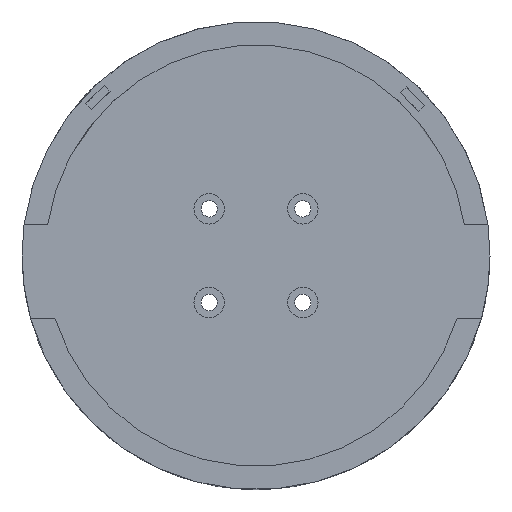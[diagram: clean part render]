
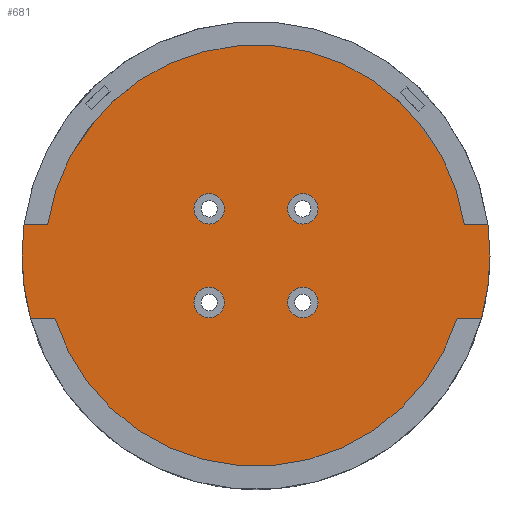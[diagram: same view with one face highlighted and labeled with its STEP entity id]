
A CAD part, front view. The second image highlights one B-rep face of the part: STEP entity #681.
In plain terms, the highlighted planar face has unit normal (0, -1, 0).
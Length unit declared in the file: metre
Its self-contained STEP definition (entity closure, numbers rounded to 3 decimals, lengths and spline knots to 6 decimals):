
#26=CIRCLE('',#742,0.045);
#27=CIRCLE('',#744,0.05);
#29=CIRCLE('',#746,0.05);
#32=CIRCLE('',#752,0.045);
#33=CIRCLE('',#754,0.00325);
#34=CIRCLE('',#755,0.00325);
#35=CIRCLE('',#756,0.00325);
#36=CIRCLE('',#757,0.00325);
#126=ORIENTED_EDGE('',*,*,#266,.T.);
#127=ORIENTED_EDGE('',*,*,#283,.T.);
#128=ORIENTED_EDGE('',*,*,#273,.T.);
#129=ORIENTED_EDGE('',*,*,#284,.F.);
#130=ORIENTED_EDGE('',*,*,#281,.T.);
#131=ORIENTED_EDGE('',*,*,#285,.F.);
#132=ORIENTED_EDGE('',*,*,#269,.T.);
#133=ORIENTED_EDGE('',*,*,#286,.T.);
#134=ORIENTED_EDGE('',*,*,#287,.F.);
#135=ORIENTED_EDGE('',*,*,#288,.F.);
#136=ORIENTED_EDGE('',*,*,#289,.F.);
#137=ORIENTED_EDGE('',*,*,#290,.F.);
#266=EDGE_CURVE('',#345,#346,#26,.T.);
#269=EDGE_CURVE('',#349,#350,#27,.T.);
#273=EDGE_CURVE('',#354,#353,#29,.T.);
#281=EDGE_CURVE('',#359,#358,#32,.T.);
#283=EDGE_CURVE('',#346,#354,#412,.T.);
#284=EDGE_CURVE('',#359,#353,#413,.T.);
#285=EDGE_CURVE('',#349,#358,#414,.T.);
#286=EDGE_CURVE('',#350,#345,#415,.T.);
#287=EDGE_CURVE('',#360,#360,#33,.T.);
#288=EDGE_CURVE('',#361,#361,#34,.T.);
#289=EDGE_CURVE('',#362,#362,#35,.T.);
#290=EDGE_CURVE('',#363,#363,#36,.T.);
#345=VERTEX_POINT('',#1085);
#346=VERTEX_POINT('',#1087);
#349=VERTEX_POINT('',#1115);
#350=VERTEX_POINT('',#1116);
#353=VERTEX_POINT('',#1122);
#354=VERTEX_POINT('',#1124);
#358=VERTEX_POINT('',#1138);
#359=VERTEX_POINT('',#1140);
#360=VERTEX_POINT('',#1148);
#361=VERTEX_POINT('',#1150);
#362=VERTEX_POINT('',#1152);
#363=VERTEX_POINT('',#1154);
#412=LINE('',#1143,#464);
#413=LINE('',#1144,#465);
#414=LINE('',#1145,#466);
#415=LINE('',#1146,#467);
#464=VECTOR('',#891,1.);
#465=VECTOR('',#892,1.);
#466=VECTOR('',#893,1.);
#467=VECTOR('',#894,1.);
#510=EDGE_LOOP('',(#126,#127,#128,#129,#130,#131,#132,#133));
#511=EDGE_LOOP('',(#134));
#512=EDGE_LOOP('',(#135));
#513=EDGE_LOOP('',(#136));
#514=EDGE_LOOP('',(#137));
#588=FACE_BOUND('',#510,.T.);
#589=FACE_BOUND('',#511,.T.);
#590=FACE_BOUND('',#512,.T.);
#591=FACE_BOUND('',#513,.T.);
#592=FACE_BOUND('',#514,.T.);
#647=PLANE('',#753);
#681=ADVANCED_FACE('',(#588,#589,#590,#591,#592),#647,.T.);
#742=AXIS2_PLACEMENT_3D('',#1088,#859,#860);
#744=AXIS2_PLACEMENT_3D('',#1114,#863,#864);
#746=AXIS2_PLACEMENT_3D('',#1123,#869,#870);
#752=AXIS2_PLACEMENT_3D('',#1139,#886,#887);
#753=AXIS2_PLACEMENT_3D('',#1142,#889,#890);
#754=AXIS2_PLACEMENT_3D('',#1147,#895,#896);
#755=AXIS2_PLACEMENT_3D('',#1149,#897,#898);
#756=AXIS2_PLACEMENT_3D('',#1151,#899,#900);
#757=AXIS2_PLACEMENT_3D('',#1153,#901,#902);
#859=DIRECTION('',(0.,-1.,0.));
#860=DIRECTION('',(0.,0.,-1.));
#863=DIRECTION('',(0.,-1.,0.));
#864=DIRECTION('',(0.,0.,-1.));
#869=DIRECTION('',(0.,-1.,0.));
#870=DIRECTION('',(0.,0.,-1.));
#886=DIRECTION('',(0.,-1.,0.));
#887=DIRECTION('',(0.,0.,-1.));
#889=DIRECTION('',(0.,-1.,0.));
#890=DIRECTION('',(1.,0.,0.));
#891=DIRECTION('',(-1.,0.,0.));
#892=DIRECTION('',(-1.,0.,0.));
#893=DIRECTION('',(-1.,0.,0.));
#894=DIRECTION('',(-1.,0.,0.));
#895=DIRECTION('',(0.,-1.,0.));
#896=DIRECTION('',(0.,0.,-1.));
#897=DIRECTION('',(0.,-1.,0.));
#898=DIRECTION('',(0.,0.,-1.));
#899=DIRECTION('',(0.,-1.,0.));
#900=DIRECTION('',(0.,0.,-1.));
#901=DIRECTION('',(0.,-1.,0.));
#902=DIRECTION('',(0.,0.,-1.));
#1085=CARTESIAN_POINT('',(0.04451,-0.007,0.006625));
#1087=CARTESIAN_POINT('',(-0.04451,-0.007,0.006625));
#1088=CARTESIAN_POINT('',(0.,-0.007,0.));
#1114=CARTESIAN_POINT('',(0.,-0.007,0.));
#1115=CARTESIAN_POINT('',(0.048178,-0.007,-0.013375));
#1116=CARTESIAN_POINT('',(0.049559,-0.007,0.006625));
#1122=CARTESIAN_POINT('',(-0.048178,-0.007,-0.013375));
#1123=CARTESIAN_POINT('',(0.,-0.007,0.));
#1124=CARTESIAN_POINT('',(-0.049559,-0.007,0.006625));
#1138=CARTESIAN_POINT('',(0.042966,-0.007,-0.013375));
#1139=CARTESIAN_POINT('',(0.,-0.007,0.));
#1140=CARTESIAN_POINT('',(-0.042966,-0.007,-0.013375));
#1142=CARTESIAN_POINT('',(0.,-0.007,0.));
#1143=CARTESIAN_POINT('',(0.,-0.007,0.006625));
#1144=CARTESIAN_POINT('',(0.,-0.007,-0.013375));
#1145=CARTESIAN_POINT('',(0.,-0.007,-0.013375));
#1146=CARTESIAN_POINT('',(0.,-0.007,0.006625));
#1147=CARTESIAN_POINT('',(-0.01,-0.007,0.01));
#1148=CARTESIAN_POINT('',(-0.01,-0.007,0.00675));
#1149=CARTESIAN_POINT('',(0.01,-0.007,0.01));
#1150=CARTESIAN_POINT('',(0.01,-0.007,0.00675));
#1151=CARTESIAN_POINT('',(0.01,-0.007,-0.01));
#1152=CARTESIAN_POINT('',(0.01,-0.007,-0.01325));
#1153=CARTESIAN_POINT('',(-0.01,-0.007,-0.01));
#1154=CARTESIAN_POINT('',(-0.01,-0.007,-0.01325));
